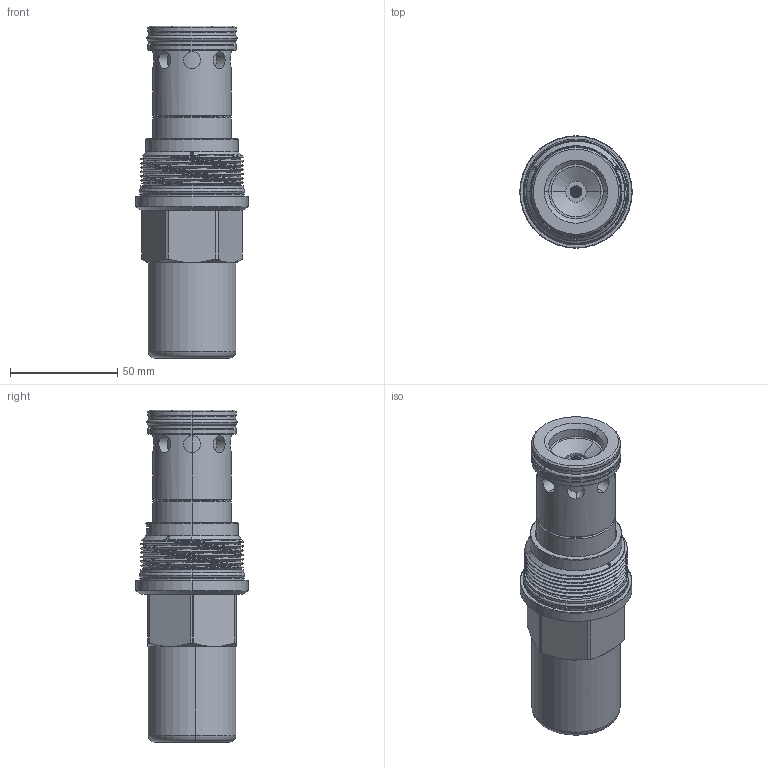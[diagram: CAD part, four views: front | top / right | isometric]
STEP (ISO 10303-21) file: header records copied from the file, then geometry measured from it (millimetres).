
FILE_DESCRIPTION (( 'STEP AP203' ), '1' );
FILE_NAME ('RQ18A20-C.STEP', '2020-03-24T02:46:07', ( '' ), ( '' ), 'SwSTEP 2.0', 'SolidWorks 2018', '' );
FILE_SCHEMA (( 'CONFIG_CONTROL_DESIGN' ));
Products named in the file (1): RQ18A20-C
Bounding box: 52.37 x 52.37 x 154.65 mm (x, y, z)
Volume: 176401.3 mm3; surface area: 44935.2 mm2
Topology: 8 solids, 11 shells, 756 faces, 2047 edges, 1297 vertices
Faces by surface type: cylinder 563, plane 64, cone 59, torus 57, bspline 9, sphere 4
Entity records: 56469 total; most frequent: CARTESIAN_POINT 38412, ORIENTED_EDGE 4082, DIRECTION 2949, EDGE_CURVE 2041, VERTEX_POINT 1296, EDGE_LOOP 1159, AXIS2_PLACEMENT_3D 1146, B_SPLINE_CURVE_WITH_KNOTS 909
